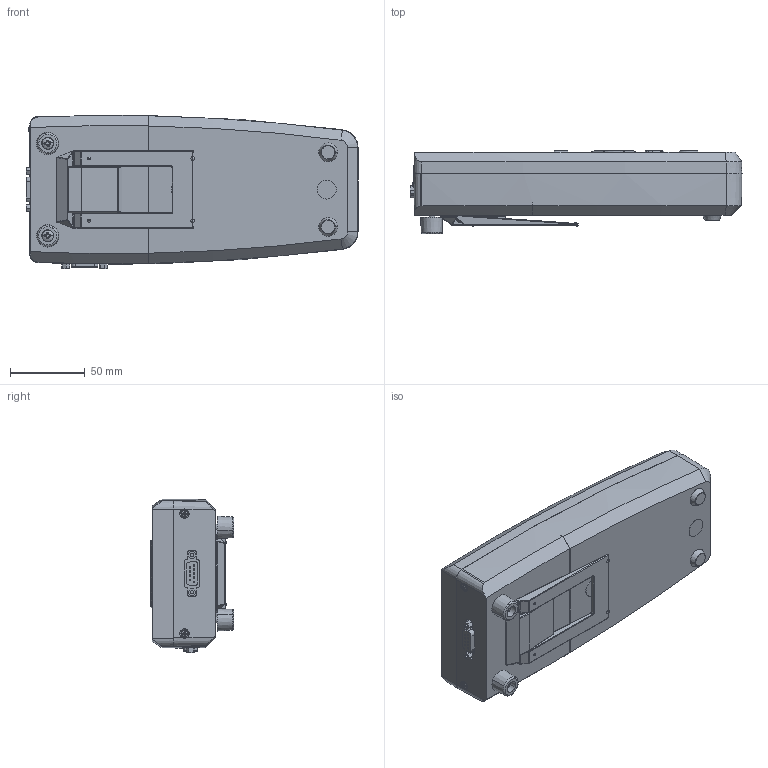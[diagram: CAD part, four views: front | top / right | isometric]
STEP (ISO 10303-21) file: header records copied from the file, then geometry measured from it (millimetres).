
FILE_DESCRIPTION(('STEP AP214'),'1');
FILE_NAME('burster_7281-v0000_1lnm7jrrqd1sg6duu97t94okz.stp','2016-09-16T15:29:38',('TraceParts'),('TraceParts S.A.'),'Spatial InterOp 3D',' ',' ');
FILE_SCHEMA(('automotive_design'));
Length unit declared in the file: millimetre
Products named in the file (1): burster_7281-v0000_1lnm7jrrqd1sg6duu97t94okz
Bounding box: 222.58 x 55.91 x 102.98 mm (x, y, z)
Volume: 852567.6 mm3; surface area: 93710.9 mm2
Topology: 1 solids, 23 shells, 1803 faces, 4787 edges, 3086 vertices
Faces by surface type: plane 832, cylinder 415, bspline 248, cone 194, torus 68, sphere 46
Entity records: 75608 total; most frequent: CARTESIAN_POINT 17875, ORIENTED_EDGE 9452, DIRECTION 8402, EDGE_CURVE 4726, VERTEX_POINT 3082, AXIS2_PLACEMENT_3D 2946, LINE 2510, VECTOR 2510
